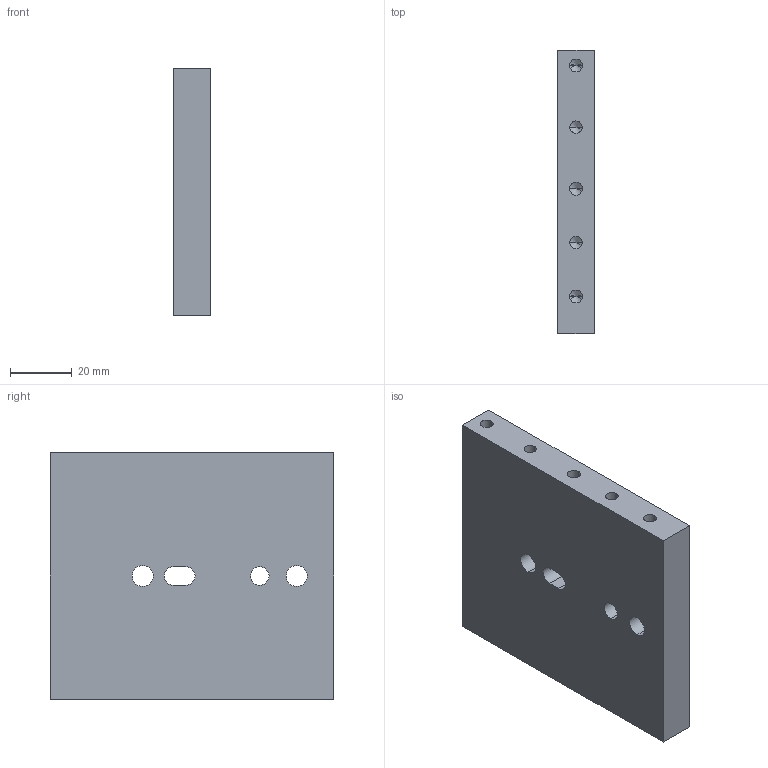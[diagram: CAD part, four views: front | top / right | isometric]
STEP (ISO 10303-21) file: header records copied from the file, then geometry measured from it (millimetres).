
FILE_DESCRIPTION (( 'STEP AP214' ), '1' );
FILE_NAME ('ASM_120_P_08_Plaque_Interfaçage_2.STEP', '2020-06-04T10:22:17', ( '' ), ( '' ), 'SwSTEP 2.0', 'SolidWorks 2018', '' );
FILE_SCHEMA (( 'AUTOMOTIVE_DESIGN' ));
Length unit declared in the file: millimetre
Products named in the file (1): ASM_120_P_08_Plaque_Interfaçage_2
Bounding box: 12 x 92 x 80 mm (x, y, z)
Volume: 84893.3 mm3; surface area: 21109.3 mm2
Topology: 1 solids, 1 shells, 56 faces, 142 edges, 78 vertices
Faces by surface type: cylinder 28, cone 20, plane 8
Entity records: 1768 total; most frequent: DIRECTION 292, CARTESIAN_POINT 257, ORIENTED_EDGE 244, EDGE_CURVE 122, AXIS2_PLACEMENT_3D 113, VERTEX_POINT 78, EDGE_LOOP 74, VECTOR 66
